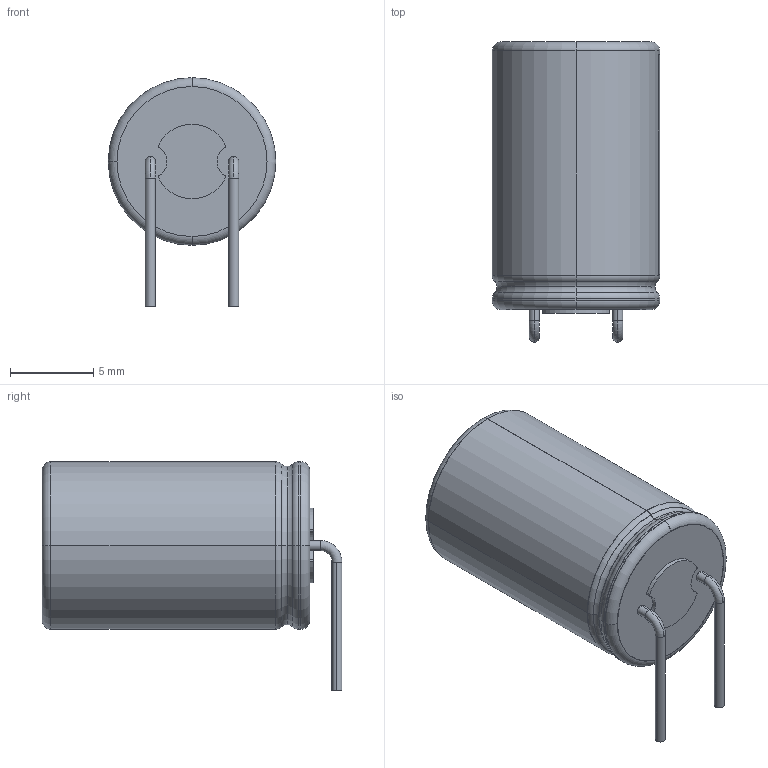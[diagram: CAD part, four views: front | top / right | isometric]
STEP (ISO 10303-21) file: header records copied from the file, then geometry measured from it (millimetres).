
FILE_DESCRIPTION(('FreeCAD Model'),'2;1');
FILE_NAME( 'User_Library_Cap_electro_10x16x5_0mm_RA_sp.step', '2018-12-31T11:16:03',('kicad StepUp'),('ksu MCAD'), 'Open CASCADE STEP processor 7.2','FreeCAD','Unknown');
FILE_SCHEMA(('AUTOMOTIVE_DESIGN { 1 0 10303 214 1 1 1 1 }'));
Length unit declared in the file: millimetre
Products named in the file (1): User_Library_Cap_electro_10x16x5_0mm_RA_sp
Bounding box: 10.05 x 17.99 x 13.71 mm (x, y, z)
Surface area: 1217.4 mm2 (no closed solid volume)
Topology: 0 solids, 3 shells, 104 faces, 270 edges, 185 vertices
Faces by surface type: cylinder 64, torus 34, plane 6
Entity records: 3996 total; most frequent: CARTESIAN_POINT 632, DIRECTION 611, ORIENTED_EDGE 504, EDGE_CURVE 270, AXIS2_PLACEMENT_3D 260, VERTEX_POINT 185, CIRCLE 155, FACE_BOUND 119
